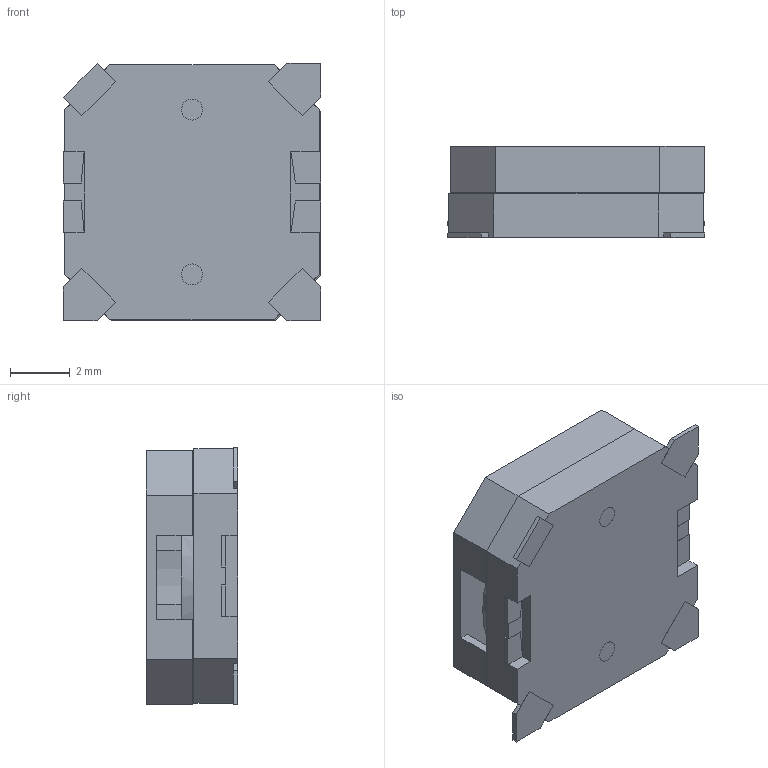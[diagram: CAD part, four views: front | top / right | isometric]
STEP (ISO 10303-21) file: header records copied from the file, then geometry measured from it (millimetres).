
FILE_DESCRIPTION(/* description */ (''),/* implementation_level */ '2;1');
FILE_NAME(/* name */ 'SMT-0827-S-HT-R.ipt.step',/* time_stamp */ '2024-02-07T22:39:58-05:00',/* author */ ('mckenna'),/* organization */ (''),/* preprocessor_version */ 'ST-DEVELOPER v20',/* originating_system */ 'Autodesk Inventor 2024',/* authorisation */ '');
FILE_SCHEMA (('AUTOMOTIVE_DESIGN { 1 0 10303 214 3 1 1 }'));
Length unit declared in the file: millimetre
Products named in the file (1): SMT-0827-S-HT-R
Bounding box: 8.6 x 3.05 x 8.6 mm (x, y, z)
Volume: 157.6 mm3; surface area: 415.2 mm2
Topology: 1 solids, 1 shells, 154 faces, 436 edges, 282 vertices
Faces by surface type: plane 141, cylinder 13
Full cylindrical faces by diameter (mm): 0.7 x2
Entity records: 4944 total; most frequent: CARTESIAN_POINT 873, ORIENTED_EDGE 872, DIRECTION 783, EDGE_CURVE 436, LINE 399, VECTOR 399, VERTEX_POINT 282, AXIS2_PLACEMENT_3D 192
